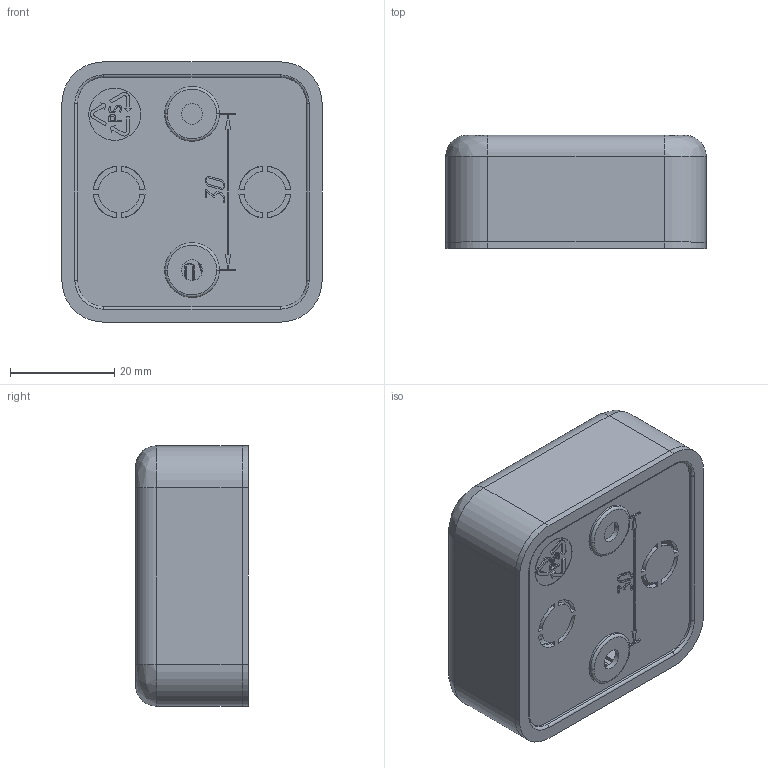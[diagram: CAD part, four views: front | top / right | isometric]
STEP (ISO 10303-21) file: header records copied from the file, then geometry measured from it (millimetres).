
FILE_DESCRIPTION (( 'STEP AP214' ), '1' );
FILE_NAME ('GE41205.STEP', '2021-11-09T08:38:45', ( '' ), ( '' ), 'SwSTEP 2.0', 'SolidWorks 2017', '' );
FILE_SCHEMA (( 'AUTOMOTIVE_DESIGN' ));
Length unit declared in the file: millimetre
Products named in the file (1): GE41205
Bounding box: 50 x 21.7 x 50 mm (x, y, z)
Volume: 11852.1 mm3; surface area: 18914.6 mm2
Topology: 20 solids, 20 shells, 957 faces, 2389 edges, 1490 vertices
Faces by surface type: plane 540, cylinder 371, bspline 42, cone 4
Entity records: 39681 total; most frequent: CARTESIAN_POINT 6902, ORIENTED_EDGE 4778, DIRECTION 4245, EDGE_CURVE 2389, VECTOR 1785, LINE 1785, VERTEX_POINT 1490, AXIS2_PLACEMENT_3D 1230
